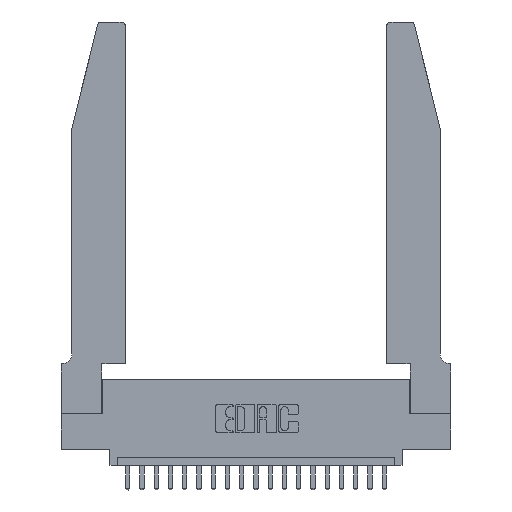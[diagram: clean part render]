
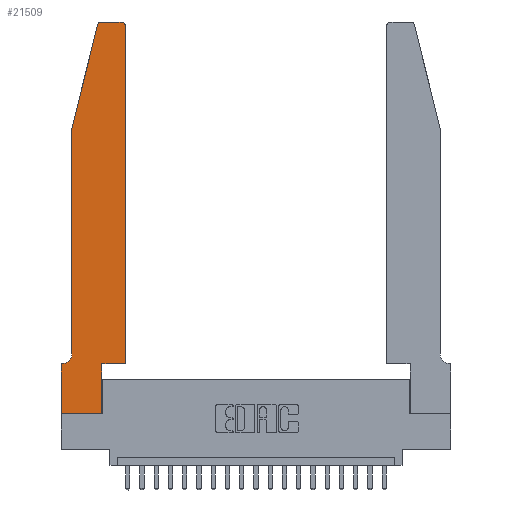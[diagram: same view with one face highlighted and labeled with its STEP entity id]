
A CAD part, top view. The second image highlights one B-rep face of the part: STEP entity #21509.
In plain terms, the highlighted planar face has unit normal (0, 0, 1).
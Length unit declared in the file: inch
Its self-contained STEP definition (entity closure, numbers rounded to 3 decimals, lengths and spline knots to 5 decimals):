
#12 = LINE ( 'NONE', #4826, #21639 ) ;
#17 = EDGE_CURVE ( 'NONE', #1399, #16905, #21948, .T. ) ;
#18 = CARTESIAN_POINT ( 'NONE',  ( 0.2865, 0., 0.37 ) ) ;
#383 = DIRECTION ( 'NONE',  ( -0.239, -0.971, 0. ) ) ;
#535 = EDGE_CURVE ( 'NONE', #1310, #19113, #8686, .T. ) ;
#1002 = FACE_OUTER_BOUND ( 'NONE', #17341, .T. ) ;
#1077 = ORIENTED_EDGE ( 'NONE', *, *, #17, .T. ) ;
#1151 = CARTESIAN_POINT ( 'NONE',  ( 0.25487, 2.72718, 0.37 ) ) ;
#1225 = VECTOR ( 'NONE', #14674, 39.37008 ) ;
#1310 = VERTEX_POINT ( 'NONE', #1151 ) ;
#1336 = VECTOR ( 'NONE', #10826, 39.37008 ) ;
#1340 = EDGE_CURVE ( 'NONE', #11531, #6142, #14339, .T. ) ;
#1371 = AXIS2_PLACEMENT_3D ( 'NONE', #3541, #17351, #17270 ) ;
#1399 = VERTEX_POINT ( 'NONE', #4730 ) ;
#1643 = DIRECTION ( 'NONE',  ( 0., 0., 1. ) ) ;
#1774 = LINE ( 'NONE', #13058, #1225 ) ;
#1786 = CARTESIAN_POINT ( 'NONE',  ( 0.0755, 0.35, 0.37 ) ) ;
#1836 = PLANE ( 'NONE',  #18451 ) ;
#1861 = EDGE_CURVE ( 'NONE', #17824, #16438, #12208, .T. ) ;
#2045 = DIRECTION ( 'NONE',  ( 0., -1., 0. ) ) ;
#2062 = VERTEX_POINT ( 'NONE', #6111 ) ;
#2473 = DIRECTION ( 'NONE',  ( 1., 0., 0. ) ) ;
#2962 = LINE ( 'NONE', #3524, #5159 ) ;
#3049 = DIRECTION ( 'NONE',  ( 0., -1., 0. ) ) ;
#3077 = ORIENTED_EDGE ( 'NONE', *, *, #3735, .T. ) ;
#3392 = AXIS2_PLACEMENT_3D ( 'NONE', #9685, #9831, #11509 ) ;
#3524 = CARTESIAN_POINT ( 'NONE',  ( 0.4505, 0.35, 0.37 ) ) ;
#3541 = CARTESIAN_POINT ( 'NONE',  ( 0.4205, 2.72, 0.37 ) ) ;
#3616 = DIRECTION ( 'NONE',  ( 1., 0., 0. ) ) ;
#3735 = EDGE_CURVE ( 'NONE', #19434, #17824, #18194, .T. ) ;
#4437 = CARTESIAN_POINT ( 'NONE',  ( 0.4505, 0.35, 0.37 ) ) ;
#4730 = CARTESIAN_POINT ( 'NONE',  ( 0., 0., 0.37 ) ) ;
#4826 = CARTESIAN_POINT ( 'NONE',  ( 0., 0., 0.37 ) ) ;
#5159 = VECTOR ( 'NONE', #8662, 39.37008 ) ;
#5672 = VERTEX_POINT ( 'NONE', #12140 ) ;
#5869 = CARTESIAN_POINT ( 'NONE',  ( 0.0755, 0.42, 0.37 ) ) ;
#6067 = VECTOR ( 'NONE', #15901, 39.37008 ) ;
#6111 = CARTESIAN_POINT ( 'NONE',  ( 0.2865, 0.35, 0.37 ) ) ;
#6142 = VERTEX_POINT ( 'NONE', #9188 ) ;
#6719 = CARTESIAN_POINT ( 'NONE',  ( 0.0755, 2., 0.37 ) ) ;
#7047 = ORIENTED_EDGE ( 'NONE', *, *, #13460, .T. ) ;
#7352 = CARTESIAN_POINT ( 'NONE',  ( 0.2865, 0.35, 0.37 ) ) ;
#7356 = DIRECTION ( 'NONE',  ( 1., 0., 0. ) ) ;
#8241 = ORIENTED_EDGE ( 'NONE', *, *, #22031, .T. ) ;
#8662 = DIRECTION ( 'NONE',  ( 1., 0., 0. ) ) ;
#8686 = LINE ( 'NONE', #21094, #16496 ) ;
#8913 = EDGE_CURVE ( 'NONE', #9307, #1310, #10957, .T. ) ;
#9188 = CARTESIAN_POINT ( 'NONE',  ( 0.0055, 0.35, 0.37 ) ) ;
#9307 = VERTEX_POINT ( 'NONE', #16478 ) ;
#9404 = CARTESIAN_POINT ( 'NONE',  ( 0.0755, 2., 0.37 ) ) ;
#9438 = LINE ( 'NONE', #7352, #1336 ) ;
#9685 = CARTESIAN_POINT ( 'NONE',  ( 0.0055, 0.42, 0.37 ) ) ;
#9831 = DIRECTION ( 'NONE',  ( 0., 0., -1. ) ) ;
#10509 = EDGE_CURVE ( 'NONE', #16438, #9307, #1774, .T. ) ;
#10826 = DIRECTION ( 'NONE',  ( 0., 1., 0. ) ) ;
#10957 = CIRCLE ( 'NONE', #14343, 0.03 ) ;
#11404 = EDGE_CURVE ( 'NONE', #6142, #5672, #17404, .T. ) ;
#11509 = DIRECTION ( 'NONE',  ( -1., 0., 0. ) ) ;
#11531 = VERTEX_POINT ( 'NONE', #5869 ) ;
#11552 = ORIENTED_EDGE ( 'NONE', *, *, #19794, .T. ) ;
#11804 = LINE ( 'NONE', #9404, #19349 ) ;
#11996 = VECTOR ( 'NONE', #13559, 39.37008 ) ;
#12140 = CARTESIAN_POINT ( 'NONE',  ( 0., 0.35, 0.37 ) ) ;
#12208 = CIRCLE ( 'NONE', #1371, 0.03 ) ;
#12703 = CARTESIAN_POINT ( 'NONE',  ( 0.4205, 2.75, 0.37 ) ) ;
#13058 = CARTESIAN_POINT ( 'NONE',  ( 0.2605, 2.75, 0.37 ) ) ;
#13460 = EDGE_CURVE ( 'NONE', #2062, #19434, #2962, .T. ) ;
#13559 = DIRECTION ( 'NONE',  ( 0., 1., 0. ) ) ;
#13951 = CARTESIAN_POINT ( 'NONE',  ( 0., 0.35, 0.37 ) ) ;
#14337 = CARTESIAN_POINT ( 'NONE',  ( 0.4505, 2.72, 0.37 ) ) ;
#14339 = CIRCLE ( 'NONE', #3392, 0.07 ) ;
#14343 = AXIS2_PLACEMENT_3D ( 'NONE', #15527, #1643, #3616 ) ;
#14674 = DIRECTION ( 'NONE',  ( -1., 0., 0. ) ) ;
#14748 = ORIENTED_EDGE ( 'NONE', *, *, #1861, .T. ) ;
#15523 = ORIENTED_EDGE ( 'NONE', *, *, #535, .T. ) ;
#15527 = CARTESIAN_POINT ( 'NONE',  ( 0.284, 2.72, 0.37 ) ) ;
#15901 = DIRECTION ( 'NONE',  ( -1., 0., 0. ) ) ;
#16438 = VERTEX_POINT ( 'NONE', #12703 ) ;
#16478 = CARTESIAN_POINT ( 'NONE',  ( 0.284, 2.75, 0.37 ) ) ;
#16480 = ORIENTED_EDGE ( 'NONE', *, *, #19549, .T. ) ;
#16496 = VECTOR ( 'NONE', #383, 39.37008 ) ;
#16905 = VERTEX_POINT ( 'NONE', #18 ) ;
#17270 = DIRECTION ( 'NONE',  ( 1., 0., 0. ) ) ;
#17341 = EDGE_LOOP ( 'NONE', ( #18713, #18892, #15523, #8241, #17494, #21813, #16480, #1077, #11552, #7047, #3077, #14748 ) ) ;
#17351 = DIRECTION ( 'NONE',  ( 0., 0., 1. ) ) ;
#17404 = LINE ( 'NONE', #1786, #6067 ) ;
#17494 = ORIENTED_EDGE ( 'NONE', *, *, #1340, .T. ) ;
#17622 = VECTOR ( 'NONE', #2473, 39.37008 ) ;
#17824 = VERTEX_POINT ( 'NONE', #14337 ) ;
#18194 = LINE ( 'NONE', #21613, #11996 ) ;
#18451 = AXIS2_PLACEMENT_3D ( 'NONE', #13951, #19437, #7356 ) ;
#18713 = ORIENTED_EDGE ( 'NONE', *, *, #10509, .T. ) ;
#18892 = ORIENTED_EDGE ( 'NONE', *, *, #8913, .T. ) ;
#19113 = VERTEX_POINT ( 'NONE', #6719 ) ;
#19349 = VECTOR ( 'NONE', #2045, 39.37008 ) ;
#19434 = VERTEX_POINT ( 'NONE', #4437 ) ;
#19437 = DIRECTION ( 'NONE',  ( 0., 0., 1. ) ) ;
#19549 = EDGE_CURVE ( 'NONE', #5672, #1399, #12, .T. ) ;
#19794 = EDGE_CURVE ( 'NONE', #16905, #2062, #9438, .T. ) ;
#21094 = CARTESIAN_POINT ( 'NONE',  ( 0.0755, 2., 0.37 ) ) ;
#21435 = CARTESIAN_POINT ( 'NONE',  ( 0., 0., 0.37 ) ) ;
#21509 = ADVANCED_FACE ( 'NONE', ( #1002 ), #1836, .T. ) ;
#21613 = CARTESIAN_POINT ( 'NONE',  ( 0.4505, 0.35, 0.37 ) ) ;
#21639 = VECTOR ( 'NONE', #3049, 39.37008 ) ;
#21813 = ORIENTED_EDGE ( 'NONE', *, *, #11404, .T. ) ;
#21948 = LINE ( 'NONE', #21435, #17622 ) ;
#22031 = EDGE_CURVE ( 'NONE', #19113, #11531, #11804, .T. ) ;
